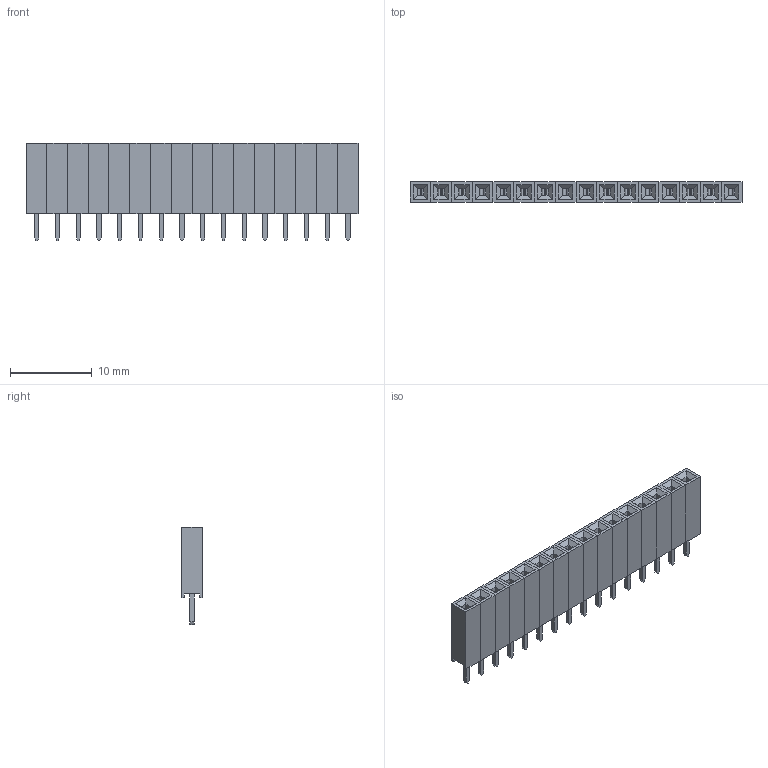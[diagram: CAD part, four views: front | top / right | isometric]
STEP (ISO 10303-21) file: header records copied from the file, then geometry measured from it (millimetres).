
FILE_DESCRIPTION(/* description */ (''),/* implementation_level */ '2;1');
FILE_NAME(/* name */ 'hf_1x16.step',/* time_stamp */ '2020-05-24T14:42:13+09:00',/* author */ (''),/* organization */ (''),/* preprocessor_version */ 'ST-DEVELOPER v18.1',/* originating_system */ 'Autodesk Translation Framework v9.3.0.1241',/* authorisation */ '');
FILE_SCHEMA (('AUTOMOTIVE_DESIGN { 1 0 10303 214 3 1 1 }'));
Length unit declared in the file: millimetre
Products named in the file (1): Header Female
Bounding box: 40.64 x 2.48 x 11.88 mm (x, y, z)
Volume: 581.7 mm3; surface area: 3134.8 mm2
Topology: 16 solids, 16 shells, 752 faces, 1904 edges, 1248 vertices
Faces by surface type: plane 688, cylinder 64
Entity records: 22651 total; most frequent: CARTESIAN_POINT 3905, ORIENTED_EDGE 3808, DIRECTION 3538, EDGE_CURVE 1904, LINE 1776, VECTOR 1776, VERTEX_POINT 1248, AXIS2_PLACEMENT_3D 881
